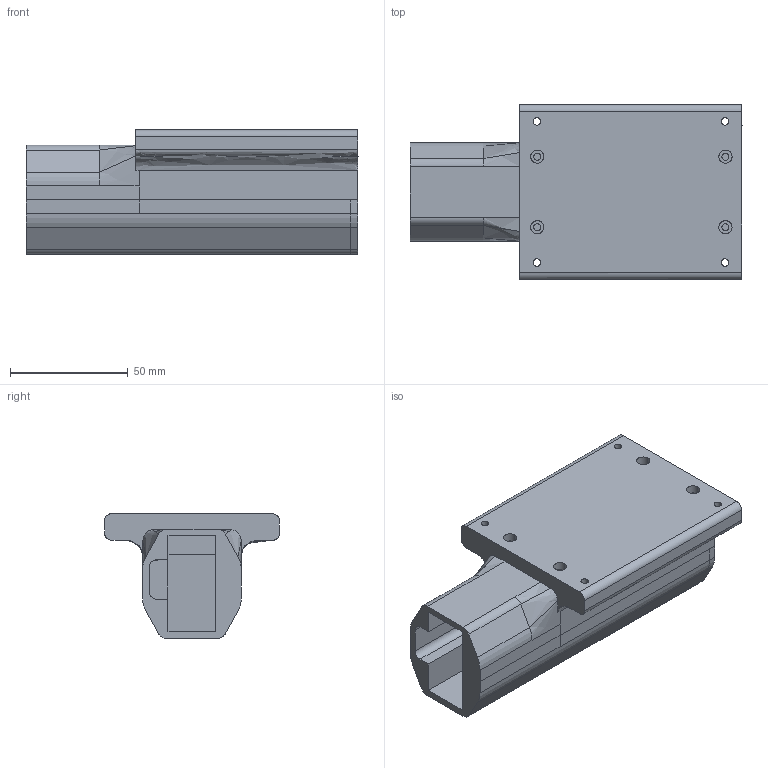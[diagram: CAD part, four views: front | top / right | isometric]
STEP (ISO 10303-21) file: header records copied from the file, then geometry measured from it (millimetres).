
FILE_DESCRIPTION(/* description */ (''),/* implementation_level */ '2;1');
FILE_NAME(/* name */ 'OB_T_Connector_Left',/* time_stamp */ '2025-11-23T10:28:32+08:00',/* author */ (''),/* organization */ (''),/* preprocessor_version */ 'ST-DEVELOPER v16.5',/* originating_system */ '',/* authorisation */ '');
FILE_SCHEMA (('CONFIG_CONTROL_DESIGN'));
Length unit declared in the file: millimetre
Products named in the file (1): Document
Bounding box: 141.13 x 74.4 x 53.07 mm (x, y, z)
Volume: 182641.2 mm3; surface area: 53516.4 mm2
Topology: 1 solids, 1 shells, 170 faces, 442 edges, 283 vertices
Faces by surface type: plane 92, cylinder 46, bspline 32
Entity records: 5504 total; most frequent: CARTESIAN_POINT 2679, ORIENTED_EDGE 880, EDGE_CURVE 440, VERTEX_POINT 283, EDGE_LOOP 195, ADVANCED_FACE 170, FACE_OUTER_BOUND 170, B_SPLINE_CURVE_WITH_KNOTS 156
